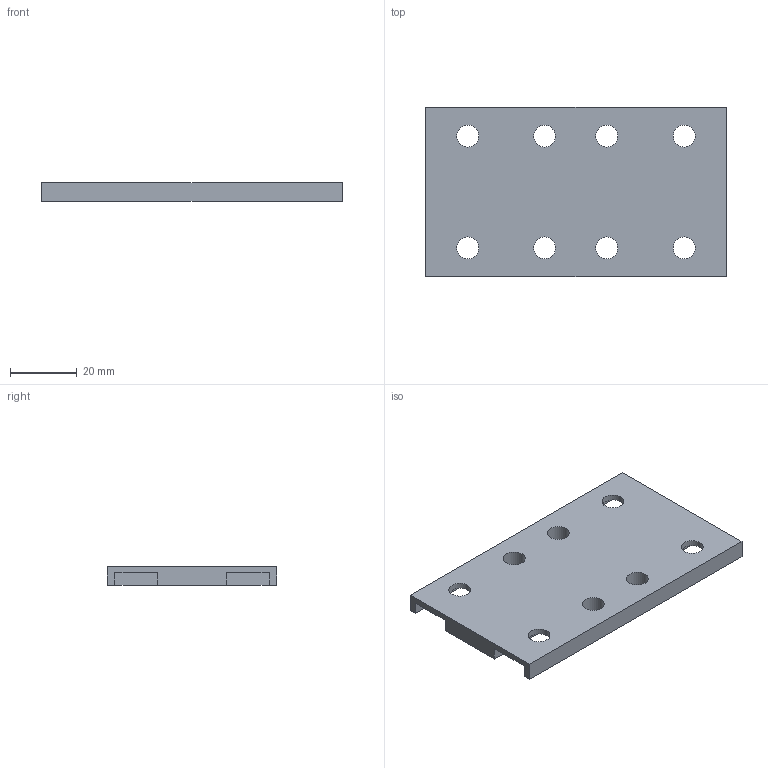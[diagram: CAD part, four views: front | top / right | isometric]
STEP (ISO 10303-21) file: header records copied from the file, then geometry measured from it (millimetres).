
FILE_DESCRIPTION(/* description */ (''),/* implementation_level */ '2;1');
FILE_NAME(/* name */ 'Adapter.stp',/* time_stamp */ '2018-01-29T18:52:24-08:00',/* author */ ('jdtag'),/* organization */ (''),/* preprocessor_version */ 'ST-DEVELOPER v16.13',/* originating_system */ 'Autodesk Inventor 2018',/* authorisation */ '');
FILE_SCHEMA (('AUTOMOTIVE_DESIGN { 1 0 10303 214 3 1 1 }'));
Length unit declared in the file: inch
Products named in the file (1): Lexan Sheet
Bounding box: 90.2 x 50.8 x 5.6 mm (x, y, z)
Volume: 19749.3 mm3; surface area: 11579.4 mm2
Topology: 1 solids, 1 shells, 30 faces, 88 edges, 60 vertices
Faces by surface type: plane 22, cylinder 8
Full cylindrical faces by diameter (mm): 6.604 x8
Entity records: 1018 total; most frequent: CARTESIAN_POINT 163, DIRECTION 154, ORIENTED_EDGE 152, EDGE_CURVE 76, LINE 60, VECTOR 60, VERTEX_POINT 56, EDGE_LOOP 54
